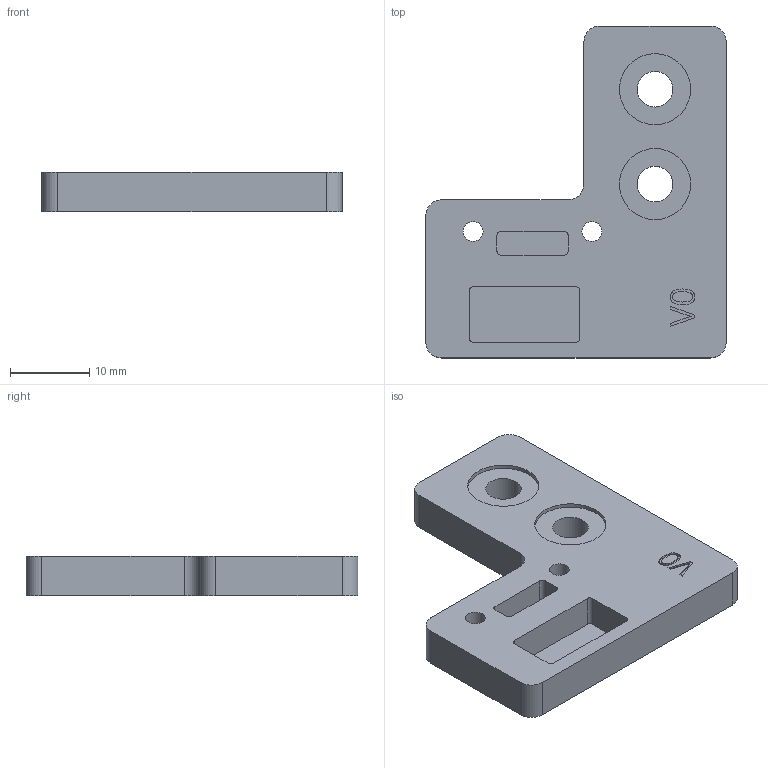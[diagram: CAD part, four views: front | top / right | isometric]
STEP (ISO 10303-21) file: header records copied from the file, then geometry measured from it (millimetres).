
FILE_DESCRIPTION( ( '' ), ' ' );
FILE_NAME( '5b6ce469b6fe660ead4a8bf6.step', '2018-08-10T01:03:37', ( '' ), ( '' ), ' ', ' ', ' ' );
FILE_SCHEMA( ( 'AUTOMOTIVE_DESIGN { 1 0 10303 214 1 1 1 1 }' ) );
Length unit declared in the file: metre
Products named in the file (1): Ender3-Y-Axis-Sensor-Bracket
Bounding box: 38 x 42 x 5 mm (x, y, z)
Volume: 5007.8 mm3; surface area: 3492.9 mm2
Topology: 1 solids, 1 shells, 68 faces, 177 edges, 118 vertices
Faces by surface type: plane 30, cylinder 20, extrusion 18
Full cylindrical faces by diameter (mm): 2.5 x2, 4.5 x2, 9 x2
Entity records: 2663 total; most frequent: CARTESIAN_POINT 466, ORIENTED_EDGE 342, DIRECTION 295, EDGE_CURVE 171, VERTEX_POINT 118, VECTOR 113, LINE 95, AXIS2_PLACEMENT_3D 91
